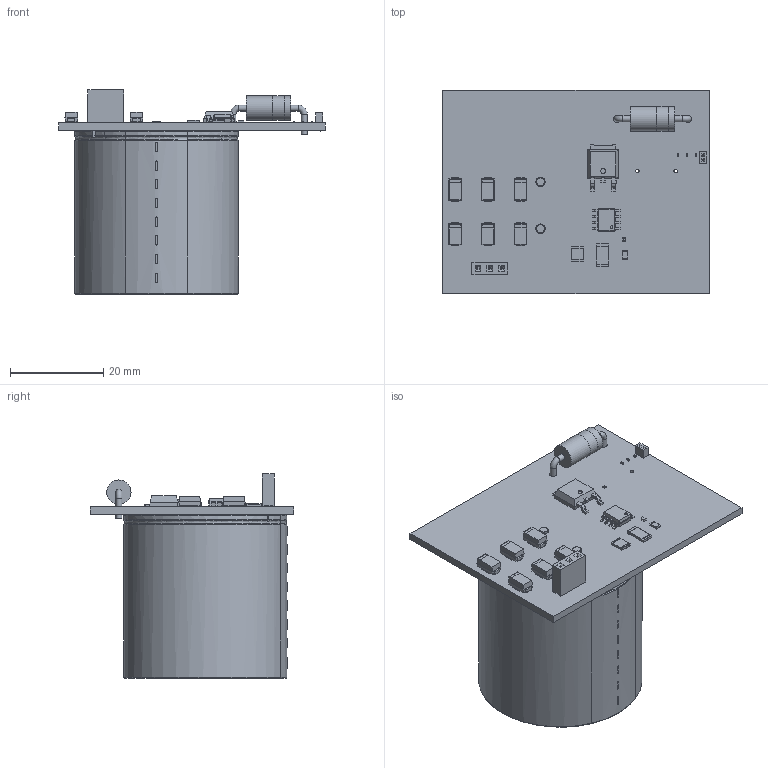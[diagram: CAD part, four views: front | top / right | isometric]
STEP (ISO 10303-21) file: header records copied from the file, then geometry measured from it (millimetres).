
FILE_DESCRIPTION(('KiCad electronic assembly'),'2;1');
FILE_NAME('EE463PCB_4.step','2021-01-15T07:08:41',('An Author'),( 'A Company'),'Open CASCADE STEP processor 6.9', 'KiCad to STEP converter','Unknown');
FILE_SCHEMA(('AUTOMOTIVE_DESIGN { 1 0 10303 214 1 1 1 1 }'));
Length unit declared in the file: millimetre
Products named in the file (26): Open CASCADE STEP translator 6.9 1; CP_Radial_D35.0mm_P10.00mm_SnapIn; SOLID; TO-252-2; SOIC-8_3.9x4.9mm_P1.27mm; C_0402_1005Metric; C_0201_0603Metric; D_SMA; D_DO-201AD_P15.24mm_Horizontal; PinSocket_1x03_P2.54mm_Vertical; PinSocket_1x02_P1.00mm_Vertical; R_1210_3225Metric; R_2010_5025Metric; R_0805_2012Metric; COMPOUND
Assembly tree (32 placements, depth 3):
  Open CASCADE STEP translator 6.9 1
    CP_Radial_D35.0mm_P10.00mm_SnapIn
      SOLID
    TO-252-2
      SOLID
    SOIC-8_3.9x4.9mm_P1.27mm
      SOLID
    C_0402_1005Metric
      SOLID
    C_0201_0603Metric  x3
      SOLID
    D_SMA  x6
      SOLID
    D_DO-201AD_P15.24mm_Horizontal
      SOLID
    PinSocket_1x03_P2.54mm_Vertical
      SOLID
    PinSocket_1x02_P1.00mm_Vertical
      SOLID
    R_1210_3225Metric
      SOLID
    R_2010_5025Metric
      SOLID
    R_0805_2012Metric
      SOLID
    COMPOUND
Bounding box: 57 x 43.5 x 43.7 mm (x, y, z)
Volume: 38071.1 mm3; surface area: 13305.8 mm2
Topology: 20 solids, 21 shells, 936 faces, 2458 edges, 1612 vertices
Faces by surface type: plane 652, cylinder 180, bspline 96, revolution 4, torus 4
Full cylindrical faces by diameter (mm): 0.5 x2, 0.6 x1, 0.762 x2, 1 x4, 1.3 x4, 1.6 x2, 1.7 x2, 2 x2, 5.2 x2, 5.22 x1
Entity records: 51708 total; most frequent: CARTESIAN_POINT 11018, DIRECTION 6536, LINE 4452, VECTOR 4452, ORIENTED_EDGE 3568, PCURVE 3568, DEFINITIONAL_REPRESENTATION 3568, EDGE_CURVE 1784
